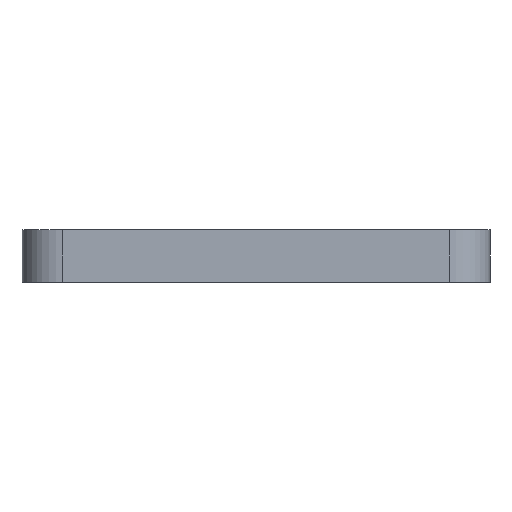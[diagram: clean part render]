
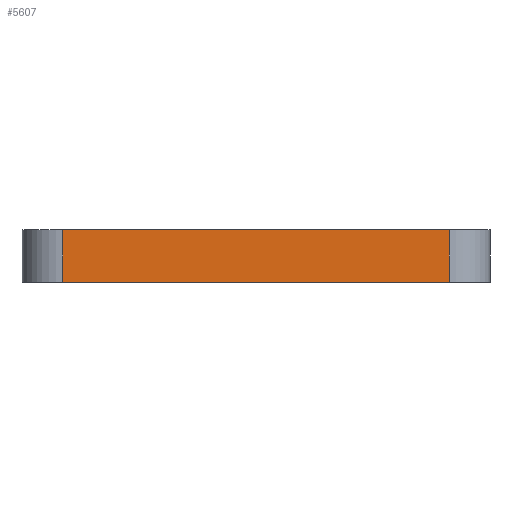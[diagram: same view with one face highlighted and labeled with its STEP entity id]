
A CAD part, front view. The second image highlights one B-rep face of the part: STEP entity #5607.
In plain terms, the highlighted planar face has unit normal (0, -1, 0).
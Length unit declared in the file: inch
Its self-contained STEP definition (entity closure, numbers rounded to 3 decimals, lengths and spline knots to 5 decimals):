
#60=PLANE('',#6009);
#480=FACE_OUTER_BOUND('',#822,.T.);
#822=EDGE_LOOP('',(#4928,#4929,#4930,#4931));
#1572=LINE('',#15519,#1868);
#1602=LINE('',#21980,#1898);
#1603=LINE('',#21983,#1899);
#1604=LINE('',#21984,#1900);
#1868=VECTOR('',#6861,0.3937);
#1898=VECTOR('',#7071,0.3937);
#1899=VECTOR('',#7074,0.3937);
#1900=VECTOR('',#7075,0.3937);
#2383=VERTEX_POINT('',#15516);
#2384=VERTEX_POINT('',#15518);
#2439=VERTEX_POINT('',#21978);
#2440=VERTEX_POINT('',#21982);
#3159=EDGE_CURVE('',#2383,#2384,#1572,.T.);
#3286=EDGE_CURVE('',#2439,#2384,#1602,.T.);
#3287=EDGE_CURVE('',#2440,#2439,#1603,.T.);
#3288=EDGE_CURVE('',#2440,#2383,#1604,.T.);
#4928=ORIENTED_EDGE('',*,*,#3287,.T.);
#4929=ORIENTED_EDGE('',*,*,#3286,.T.);
#4930=ORIENTED_EDGE('',*,*,#3159,.F.);
#4931=ORIENTED_EDGE('',*,*,#3288,.F.);
#5607=ADVANCED_FACE('',(#480),#60,.T.);
#6009=AXIS2_PLACEMENT_3D('',#21981,#7072,#7073);
#6861=DIRECTION('',(1.,0.,0.));
#7071=DIRECTION('',(0.,0.,1.));
#7072=DIRECTION('center_axis',(0.,-1.,0.));
#7073=DIRECTION('ref_axis',(1.,0.,0.));
#7074=DIRECTION('',(1.,0.,0.));
#7075=DIRECTION('',(0.,0.,1.));
#15516=CARTESIAN_POINT('',(2.77535,1.16011,0.25));
#15518=CARTESIAN_POINT('',(4.61842,1.16011,0.25));
#15519=CARTESIAN_POINT('',(2.77535,1.16011,0.25));
#21978=CARTESIAN_POINT('',(4.61842,1.16011,0.));
#21980=CARTESIAN_POINT('',(4.61842,1.16011,0.));
#21981=CARTESIAN_POINT('Origin',(2.77535,1.16011,0.));
#21982=CARTESIAN_POINT('',(2.77535,1.16011,0.));
#21983=CARTESIAN_POINT('',(2.77535,1.16011,0.));
#21984=CARTESIAN_POINT('',(2.77535,1.16011,0.));
